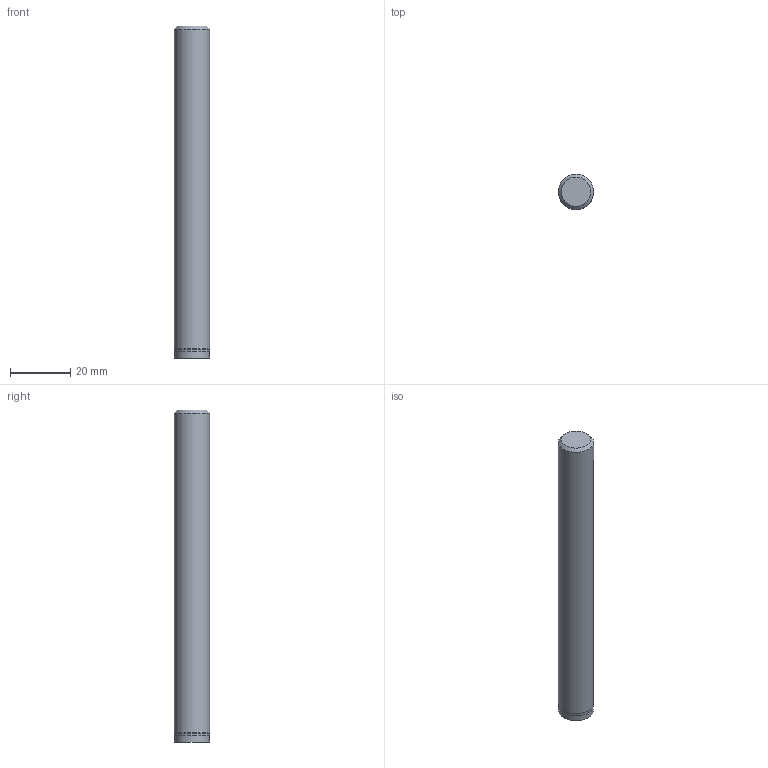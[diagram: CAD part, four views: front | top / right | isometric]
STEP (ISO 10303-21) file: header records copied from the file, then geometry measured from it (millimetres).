
FILE_DESCRIPTION(/* description */ ('3-D model version:1'),/* implementation_level */ '2;1');
FILE_NAME(/* name */ 'EH12-A11.7-SH-110',/* time_stamp */ '2016-12-02T14:01:35',/* author */ ('InteractiveCad'),/* organization */ ('AB Sandvik Coromant'),/* preprocessor_version */ 'ST-DEVELOPER v11',/* originating_system */ 'SIEMENS UGS NX 6.0',/* authorization */ '');
FILE_SCHEMA(('AUTOMOTIVE_DESIGN'));
Length unit declared in the file: millimetre
Products named in the file (1): EH12_A11.7_SH_110_635120807243192683_1_stp
Bounding box: 11.69 x 11.69 x 110 mm (x, y, z)
Volume: 11131.8 mm3; surface area: 4545.4 mm2
Topology: 1 solids, 1 shells, 20 faces, 39 edges, 21 vertices
Faces by surface type: cone 9, torus 5, cylinder 4, plane 2
Full cylindrical faces by diameter (mm): 5.55 x1, 9.26 x1, 11.6 x1, 11.694 x1
Entity records: 496 total; most frequent: DIRECTION 86, CARTESIAN_POINT 63, AXIS2_PLACEMENT_3D 43, FACE_BOUND 38, EDGE_LOOP 38, ORIENTED_EDGE 38, ADVANCED_FACE 20, VERTEX_POINT 20
